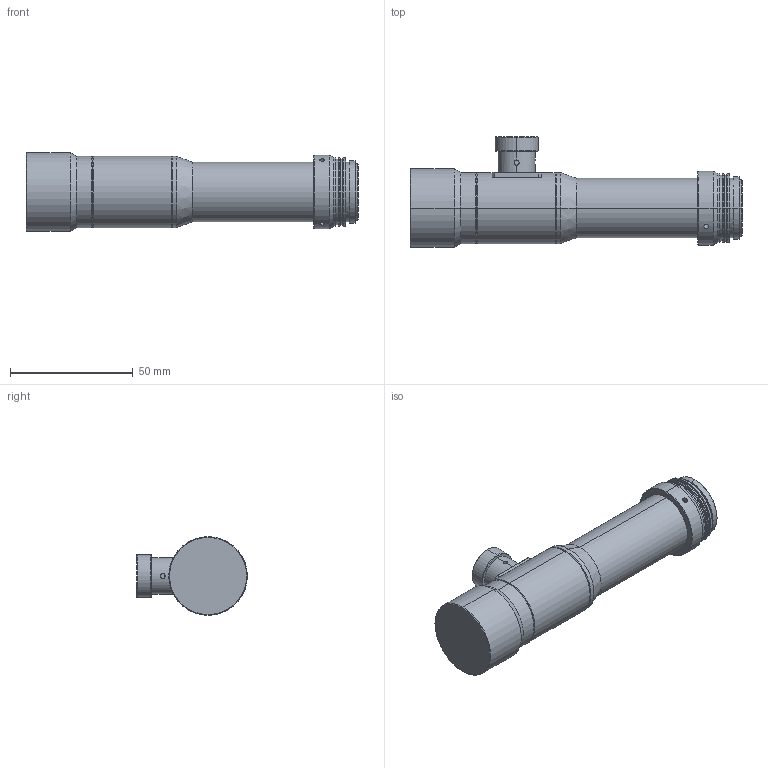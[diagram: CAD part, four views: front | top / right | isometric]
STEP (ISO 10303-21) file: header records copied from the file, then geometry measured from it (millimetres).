
FILE_DESCRIPTION (( 'STEP AP203' ), '1' );
FILE_NAME ('ST11C-10-110C.STEP', '2024-06-15T07:47:02', ( 'Windows 蚚誧' ), ( 'Microsoft' ), 'SwSTEP 2.0', 'SolidWorks 2018', '' );
FILE_SCHEMA (( 'CONFIG_CONTROL_DESIGN' ));
Length unit declared in the file: millimetre
Products named in the file (6): 堈陑C諉諳ㄗ妗陑3Dㄘ; 噩芠1ㄗ妗陑3Dㄘ; 蟈諉璃ㄗ妗陑3Dㄘ; ST11C-10-110C; 噩芠3ㄗ妗陑3Dㄘ; 嫖埭徹傾璃ㄗ妗陑3Dㄘ
Assembly tree (5 placements, depth 2):
  ST11C-10-110C
    噩芠1ㄗ妗陑3Dㄘ
    噩芠3ㄗ妗陑3Dㄘ
    蟈諉璃ㄗ妗陑3Dㄘ
    嫖埭徹傾璃ㄗ妗陑3Dㄘ
    堈陑C諉諳ㄗ妗陑3Dㄘ
Bounding box: 135.16 x 45.1 x 32 mm (x, y, z)
Volume: 93107 mm3; surface area: 22382.2 mm2
Topology: 5 solids, 5 shells, 199 faces, 419 edges, 256 vertices
Faces by surface type: cylinder 84, plane 59, cone 56
Entity records: 6263 total; most frequent: CARTESIAN_POINT 1226, DIRECTION 1007, ORIENTED_EDGE 838, EDGE_CURVE 419, AXIS2_PLACEMENT_3D 409, VERTEX_POINT 256, EDGE_LOOP 241, CIRCLE 202
